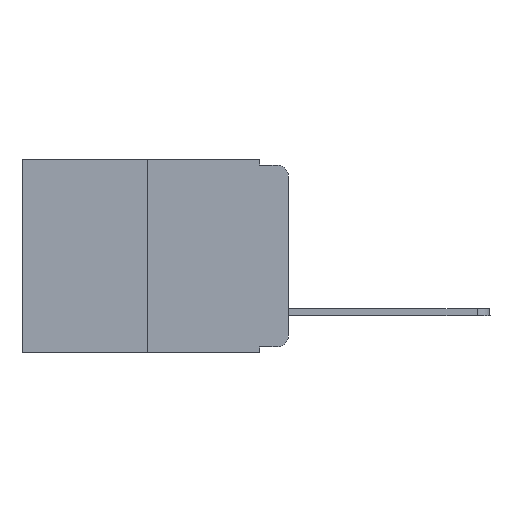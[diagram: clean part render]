
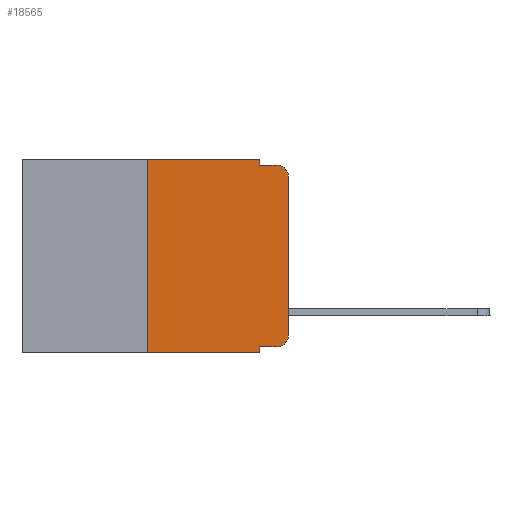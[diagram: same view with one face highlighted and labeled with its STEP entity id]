
A CAD part, left-side view. The second image highlights one B-rep face of the part: STEP entity #18565.
In plain terms, the highlighted planar face has unit normal (-1, 0, 0).
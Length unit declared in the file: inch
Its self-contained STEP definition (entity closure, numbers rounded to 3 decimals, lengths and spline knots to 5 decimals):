
#49 = VECTOR ( 'NONE', #10195, 39.37008 ) ;
#56 = CARTESIAN_POINT ( 'NONE',  ( 0., 0., -0.313 ) ) ;
#187 = AXIS2_PLACEMENT_3D ( 'NONE', #10150, #8789, #15962 ) ;
#338 = CARTESIAN_POINT ( 'NONE',  ( 0., 0.473, -0.343 ) ) ;
#881 = CARTESIAN_POINT ( 'NONE',  ( 0., 0.02, -0.01 ) ) ;
#1438 = CARTESIAN_POINT ( 'NONE',  ( 0., 0.051, 0. ) ) ;
#1458 = CARTESIAN_POINT ( 'NONE',  ( 0., 0.051, 0. ) ) ;
#1818 = ORIENTED_EDGE ( 'NONE', *, *, #5402, .F. ) ;
#2195 = VERTEX_POINT ( 'NONE', #11619 ) ;
#2447 = EDGE_CURVE ( 'NONE', #17480, #3413, #12933, .T. ) ;
#3413 = VERTEX_POINT ( 'NONE', #56 ) ;
#3550 = DIRECTION ( 'NONE',  ( 0., -1., 0. ) ) ;
#3553 = DIRECTION ( 'NONE',  ( 0., -1., 0. ) ) ;
#3734 = CARTESIAN_POINT ( 'NONE',  ( 0., 0.051, -0.01 ) ) ;
#3755 = CARTESIAN_POINT ( 'NONE',  ( 0., 0.25, 0. ) ) ;
#3763 = ORIENTED_EDGE ( 'NONE', *, *, #2447, .T. ) ;
#3951 = LINE ( 'NONE', #1458, #49 ) ;
#4032 = VECTOR ( 'NONE', #7081, 39.37008 ) ;
#4215 = EDGE_CURVE ( 'NONE', #3413, #2195, #9273, .T. ) ;
#4300 = CARTESIAN_POINT ( 'NONE',  ( 0., 0.051, 0. ) ) ;
#4392 = ORIENTED_EDGE ( 'NONE', *, *, #4215, .T. ) ;
#4961 = VECTOR ( 'NONE', #3550, 39.37008 ) ;
#5164 = DIRECTION ( 'NONE',  ( 0., -1., 0. ) ) ;
#5326 = CARTESIAN_POINT ( 'NONE',  ( 0., 0.02, -0.333 ) ) ;
#5402 = EDGE_CURVE ( 'NONE', #10474, #8383, #18494, .T. ) ;
#5972 = AXIS2_PLACEMENT_3D ( 'NONE', #17154, #8531, #8593 ) ;
#6021 = VERTEX_POINT ( 'NONE', #881 ) ;
#6152 = LINE ( 'NONE', #3755, #7050 ) ;
#6180 = ORIENTED_EDGE ( 'NONE', *, *, #13613, .T. ) ;
#6461 = LINE ( 'NONE', #13805, #10504 ) ;
#6474 = CARTESIAN_POINT ( 'NONE',  ( 0., 0.02, -0.313 ) ) ;
#6650 = VERTEX_POINT ( 'NONE', #14282 ) ;
#7050 = VECTOR ( 'NONE', #16874, 39.37008 ) ;
#7077 = PLANE ( 'NONE',  #5972 ) ;
#7081 = DIRECTION ( 'NONE',  ( 0., 0., -1. ) ) ;
#7247 = EDGE_LOOP ( 'NONE', ( #4392, #13406, #9096, #1818, #17762, #15244, #8396, #18672, #6180, #3763 ) ) ;
#7771 = CARTESIAN_POINT ( 'NONE',  ( 0., 0.051, -0.333 ) ) ;
#7934 = DIRECTION ( 'NONE',  ( 0., 0., -1. ) ) ;
#7994 = VERTEX_POINT ( 'NONE', #10722 ) ;
#8047 = AXIS2_PLACEMENT_3D ( 'NONE', #6474, #12198, #7934 ) ;
#8383 = VERTEX_POINT ( 'NONE', #3734 ) ;
#8396 = ORIENTED_EDGE ( 'NONE', *, *, #11130, .T. ) ;
#8497 = CARTESIAN_POINT ( 'NONE',  ( 0., 0.051, -0.343 ) ) ;
#8531 = DIRECTION ( 'NONE',  ( 1., 0., 0. ) ) ;
#8593 = DIRECTION ( 'NONE',  ( 0., 0., -1. ) ) ;
#8789 = DIRECTION ( 'NONE',  ( -1., 0., 0. ) ) ;
#8850 = VECTOR ( 'NONE', #18532, 39.37008 ) ;
#9096 = ORIENTED_EDGE ( 'NONE', *, *, #9890, .F. ) ;
#9273 = LINE ( 'NONE', #15827, #18743 ) ;
#9890 = EDGE_CURVE ( 'NONE', #8383, #6021, #13079, .T. ) ;
#10150 = CARTESIAN_POINT ( 'NONE',  ( 0., 0.02, -0.03 ) ) ;
#10195 = DIRECTION ( 'NONE',  ( 0., 0., -1. ) ) ;
#10474 = VERTEX_POINT ( 'NONE', #1438 ) ;
#10504 = VECTOR ( 'NONE', #5164, 39.37008 ) ;
#10722 = CARTESIAN_POINT ( 'NONE',  ( 0., 0.25, -0.343 ) ) ;
#11002 = LINE ( 'NONE', #338, #16870 ) ;
#11130 = EDGE_CURVE ( 'NONE', #7994, #17590, #11002, .T. ) ;
#11619 = CARTESIAN_POINT ( 'NONE',  ( 0., 0., -0.03 ) ) ;
#12198 = DIRECTION ( 'NONE',  ( -1., 0., 0. ) ) ;
#12923 = DIRECTION ( 'NONE',  ( 0., 0., 1. ) ) ;
#12933 = CIRCLE ( 'NONE', #8047, 0.02 ) ;
#13079 = LINE ( 'NONE', #13571, #4961 ) ;
#13406 = ORIENTED_EDGE ( 'NONE', *, *, #16399, .T. ) ;
#13425 = EDGE_CURVE ( 'NONE', #7994, #6650, #6152, .T. ) ;
#13571 = CARTESIAN_POINT ( 'NONE',  ( 0., 0.051, -0.01 ) ) ;
#13613 = EDGE_CURVE ( 'NONE', #18240, #17480, #16961, .T. ) ;
#13805 = CARTESIAN_POINT ( 'NONE',  ( 0., 0.473, 0. ) ) ;
#14282 = CARTESIAN_POINT ( 'NONE',  ( 0., 0.25, 0. ) ) ;
#15244 = ORIENTED_EDGE ( 'NONE', *, *, #13425, .F. ) ;
#15599 = CARTESIAN_POINT ( 'NONE',  ( 0., 0.051, -0.333 ) ) ;
#15827 = CARTESIAN_POINT ( 'NONE',  ( 0., 0., 0. ) ) ;
#15962 = DIRECTION ( 'NONE',  ( 0., 0., -1. ) ) ;
#16399 = EDGE_CURVE ( 'NONE', #2195, #6021, #17529, .T. ) ;
#16870 = VECTOR ( 'NONE', #3553, 39.37008 ) ;
#16874 = DIRECTION ( 'NONE',  ( 0., 0., 1. ) ) ;
#16961 = LINE ( 'NONE', #15599, #8850 ) ;
#17008 = EDGE_CURVE ( 'NONE', #6650, #10474, #6461, .T. ) ;
#17154 = CARTESIAN_POINT ( 'NONE',  ( 0., 0.473, 0. ) ) ;
#17480 = VERTEX_POINT ( 'NONE', #5326 ) ;
#17529 = CIRCLE ( 'NONE', #187, 0.02 ) ;
#17590 = VERTEX_POINT ( 'NONE', #8497 ) ;
#17762 = ORIENTED_EDGE ( 'NONE', *, *, #17008, .F. ) ;
#17770 = EDGE_CURVE ( 'NONE', #18240, #17590, #3951, .T. ) ;
#17885 = FACE_OUTER_BOUND ( 'NONE', #7247, .T. ) ;
#18240 = VERTEX_POINT ( 'NONE', #7771 ) ;
#18494 = LINE ( 'NONE', #4300, #4032 ) ;
#18532 = DIRECTION ( 'NONE',  ( 0., -1., 0. ) ) ;
#18565 = ADVANCED_FACE ( 'NONE', ( #17885 ), #7077, .F. ) ;
#18672 = ORIENTED_EDGE ( 'NONE', *, *, #17770, .F. ) ;
#18743 = VECTOR ( 'NONE', #12923, 39.37008 ) ;
